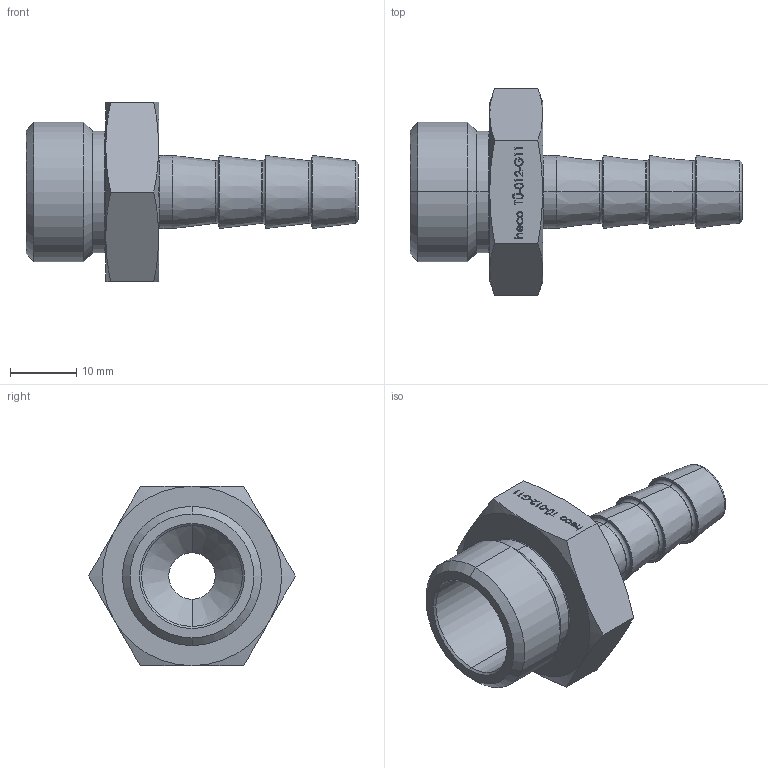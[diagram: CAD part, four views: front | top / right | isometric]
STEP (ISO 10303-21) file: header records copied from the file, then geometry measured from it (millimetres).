
FILE_DESCRIPTION (( 'STEP AP214' ), '1' );
FILE_NAME ('TÜ-012-G11-x Schlauchtülle 6Kt zyl 1806.STEP', '2018-06-04T12:42:26', ( '' ), ( '' ), 'SwSTEP 2.0', 'SolidWorks 2016', '' );
FILE_SCHEMA (( 'AUTOMOTIVE_DESIGN' ));
Length unit declared in the file: millimetre
Products named in the file (1): TÜ-012-G11-x Schlauchtülle 6Kt zyl 1806
Bounding box: 50 x 31.18 x 27 mm (x, y, z)
Volume: 7189 mm3; surface area: 5152.3 mm2
Topology: 1 solids, 1 shells, 234 faces, 571 edges, 360 vertices
Faces by surface type: plane 92, bspline 74, cone 36, torus 22, cylinder 10
Entity records: 12596 total; most frequent: CARTESIAN_POINT 5872, ORIENTED_EDGE 1142, DIRECTION 817, EDGE_CURVE 571, VERTEX_POINT 360, VECTOR 303, LINE 303, AXIS2_PLACEMENT_3D 257
